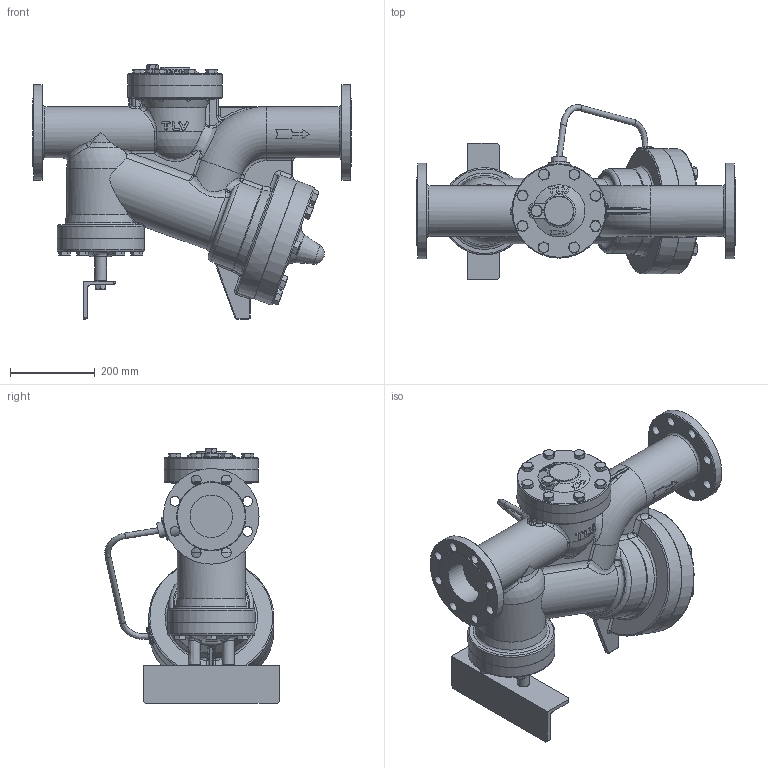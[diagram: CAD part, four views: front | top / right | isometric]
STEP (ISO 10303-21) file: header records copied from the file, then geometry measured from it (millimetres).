
FILE_DESCRIPTION((''),'2;1');
FILE_NAME('jh150-100-jis20-00.stp','2011-01-13T10:13:09',('nakaot'),(''),'Autodesk Inventor 2008','Autodesk Inventor 2008','');
FILE_SCHEMA(('AUTOMOTIVE_DESIGN { 1 0 10303 214 1 1 1 1 }'));
Length unit declared in the file: millimetre
Products named in the file (1): jh150-100-jis20-00
Bounding box: 750 x 410.6 x 599 mm (x, y, z)
Volume: 32607547.5 mm3; surface area: 1494769.7 mm2
Topology: 4 solids, 4 shells, 939 faces, 2268 edges, 1383 vertices
Faces by surface type: plane 306, bspline 276, cone 202, cylinder 129, torus 16, sphere 10
Full cylindrical faces by diameter (mm): 12 x1, 13.835 x1, 16 x16, 17.8 x1, 28 x1, 36 x1, 37 x1, 41.499 x1, 55 x1, 70 x1, 100 x2, 119.5 x1, 120 x2, 160 x2, 163.6 x1, 200 x1, 205 x2, 222 x2, 225 x2, 295 x1
Entity records: 53002 total; most frequent: CARTESIAN_POINT 34547, ORIENTED_EDGE 4064, DIRECTION 3363, EDGE_CURVE 2032, AXIS2_PLACEMENT_3D 1451, VERTEX_POINT 1298, EDGE_LOOP 1182, FACE_OUTER_BOUND 937
